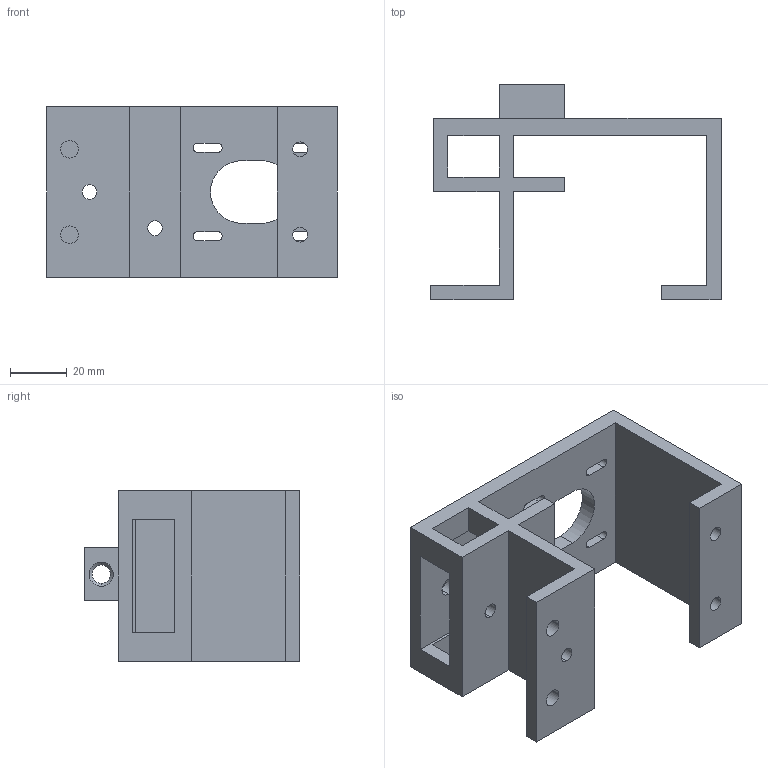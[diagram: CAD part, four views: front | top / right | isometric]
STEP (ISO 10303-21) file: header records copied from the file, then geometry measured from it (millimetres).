
FILE_DESCRIPTION (( 'STEP AP214' ), '1' );
FILE_NAME ('Right Motor Mount.step', '2019-11-11T12:29:50', ( '' ), ( '' ), 'SwSTEP 2.0', 'SolidWorks 2019', '' );
FILE_SCHEMA (( 'AUTOMOTIVE_DESIGN' ));
Length unit declared in the file: millimetre
Products named in the file (1): Right Motor Mount
Bounding box: 102 x 75.75 x 60 mm (x, y, z)
Volume: 92354.3 mm3; surface area: 41344.7 mm2
Topology: 1 solids, 1 shells, 82 faces, 245 edges, 162 vertices
Faces by surface type: plane 46, cylinder 30, cone 6
Entity records: 2877 total; most frequent: CARTESIAN_POINT 498, ORIENTED_EDGE 490, DIRECTION 479, EDGE_CURVE 245, LINE 173, VECTOR 173, VERTEX_POINT 162, AXIS2_PLACEMENT_3D 153
